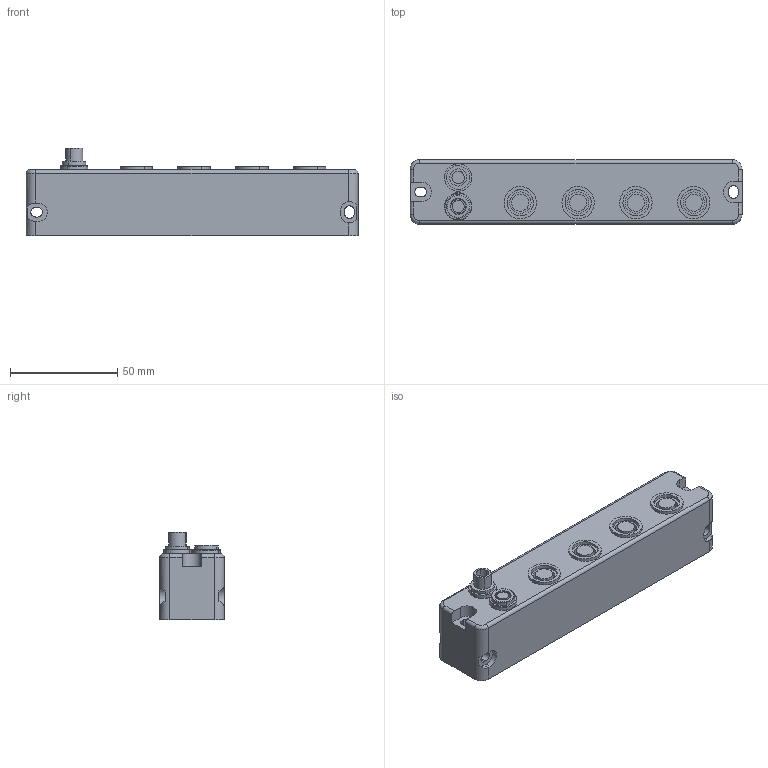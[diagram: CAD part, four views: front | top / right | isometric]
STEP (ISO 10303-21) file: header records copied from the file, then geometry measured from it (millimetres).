
FILE_DESCRIPTION(('CATIA V5 STEP Exchange','CAx-IF Rec.Pracs.--- Model Styling and Organization---1.2---2011-12-15'),'2;1');
FILE_NAME ('D1459613_0', '2018-07-28T17:41:42+00:00', ('none'), ('Weidmueller'), 'CATIA Version 5-6 Release 2014', 'CATIA V5 STEP AP214', 'none');
FILE_SCHEMA(('AUTOMOTIVE_DESIGN { 1 0 10303 214 1 1 1 1 }'));
Length unit declared in the file: millimetre
Products named in the file (1): 1938720000
Bounding box: 155 x 30 x 40.85 mm (x, y, z)
Volume: 139508.1 mm3; surface area: 26340.4 mm2
Topology: 12 solids, 12 shells, 165 faces, 380 edges, 244 vertices
Faces by surface type: cylinder 91, plane 64, torus 8, cone 2
Entity records: 4475 total; most frequent: CARTESIAN_POINT 991, ORIENTED_EDGE 760, DIRECTION 556, EDGE_CURVE 380, AXIS2_PLACEMENT_3D 275, VERTEX_POINT 244, EDGE_LOOP 190, VECTOR 184
